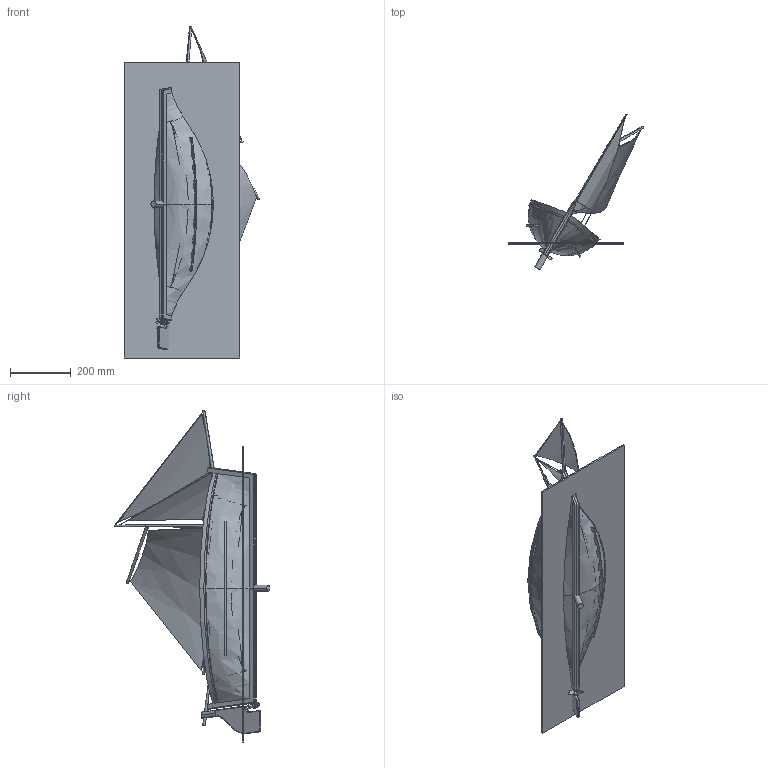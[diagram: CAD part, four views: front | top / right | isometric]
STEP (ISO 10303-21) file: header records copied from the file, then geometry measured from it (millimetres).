
FILE_DESCRIPTION(('OneSpaceDesigner STEP Export'),'2;1');
FILE_NAME('140718_Sloep_06.stp','2014-07-23T 6:37:47',(''),(''),'OneSpace Designer STEP processor for AP214 (Solid Model)','OneSpace Designer 14.50 18-Oct-2006 (C) CoCreate Software GmbH','');
FILE_SCHEMA(('AUTOMOTIVE_DESIGN { 1 0 10303 214 1 1 1 1 }'));
Length unit declared in the file: millimetre
Products named in the file (53): Schot_01.1; Dek_punt.1; ASM_Schotten; Roerblad; Helmstok; ASM_Roer; Schoor.7; ASM_Schoren.SB; Vloer.2; Vloer.1; Vloer.3; Vloer; Vloer.4; ASM_Vloer; Bank.SB; Zitplank.3; Zitplank.2; Zitplank.4; Zitplank.7; Zitplank.6; ASM_Banken; Romp.SB; Romp.BB; Rand.BB; Rand.SB; Plaat_Boeg; ASM_Romp; Center; Workplanes; Fok_Stag; Mastvoet; Mast; Giek; Gaffel; Boegspriet; Grootzeil; Fok; Fok.1; Fok_Stag.1; Fok_Stag.1.1 ...
Assembly tree (66 placements, depth 4):
  140718_Sloep
    Water
    ASM_Aandrijving
      Schroef_D4_D50_4bl_R_S50
      Motor_D5_Speed_755-40
      ASM_Koppeling_D5_D5
        Koppeling_D18_L12_D5.1  x2
        Tussenstuk_D18_L14
      SchroefasBuiten
      Schroefas
    ASM_Mast
      Fok_Stag.1.1.1.1
      Fok_Stag.1.1.1
      Fok_Stag.1.1
      Fok_Stag.1
      Fok.1
      Fok
      Grootzeil
      Boegspriet
      Gaffel
      Giek
      Mast
      Mastvoet
      Fok_Stag
    Workplanes
      Center
    ASM_Romp
      Plaat_Boeg  x2
      Rand.SB
      Rand.BB
      Romp.BB
      Romp.SB
    ASM_Banken
      Zitplank.7  x2
      Zitplank.3  x2
      Zitplank.6
      Zitplank.4
      Zitplank.2
      Bank.SB  x2
    ASM_Schoren.SB  x2
      Schoor.7
    ASM_Vloer
      Vloer.4
      Vloer
      Vloer.3
      Vloer.1
      Vloer.2
    ASM_Roer
      Helmstok
      Roerblad
    ASM_Schotten
      Dek_punt.1  x2
      Schot_01.1  x2
Bounding box: 445.74 x 511.76 x 1090.17 mm (x, y, z)
Volume: 5865588.7 mm3; surface area: 2159590.8 mm2
Topology: 62 solids, 62 shells, 838 faces, 2024 edges, 1287 vertices
Faces by surface type: plane 365, cylinder 243, extrusion 92, bspline 88, cone 26, torus 24
Entity records: 38919 total; most frequent: CARTESIAN_POINT 23143, ORIENTED_EDGE 3216, DIRECTION 2274, EDGE_CURVE 1608, VERTEX_POINT 1024, VECTOR 844, LINE 760, AXIS2_PLACEMENT_3D 715
